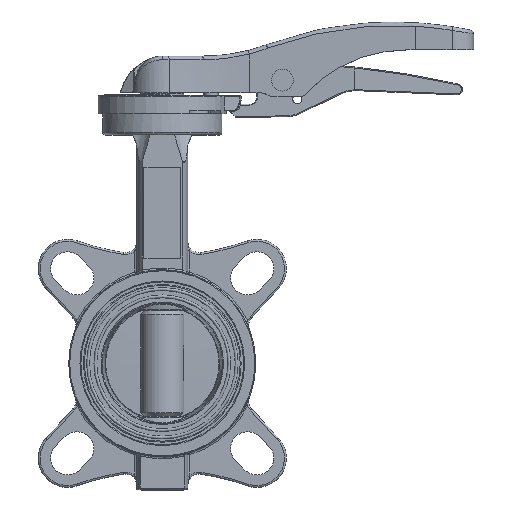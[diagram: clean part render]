
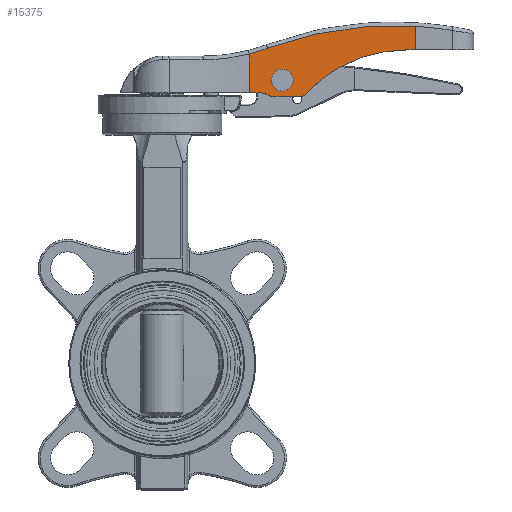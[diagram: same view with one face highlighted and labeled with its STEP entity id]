
A CAD part, top view. The second image highlights one B-rep face of the part: STEP entity #15375.
In plain terms, the highlighted planar face has unit normal (0, 0, 1).
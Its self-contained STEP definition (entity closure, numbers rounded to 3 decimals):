
#4885 = DIRECTION ( 'NONE',  ( -1., 0., 0. ) ) ;
#5012 = VECTOR ( 'NONE', #4885, 1000. ) ;
#5556 = CARTESIAN_POINT ( 'NONE',  ( 75.661, 145.5, 11.75 ) ) ;
#5646 = CARTESIAN_POINT ( 'NONE',  ( 47.444, 145.5, 11.75 ) ) ;
#5648 = LINE ( 'NONE', #5646, #5012 ) ;
#5746 = AXIS2_PLACEMENT_3D ( 'NONE', #5814, #5813, #5812 ) ;
#5812 = DIRECTION ( 'NONE',  ( -1., 0., 0. ) ) ;
#5813 = DIRECTION ( 'NONE',  ( 0., 0., 1. ) ) ;
#5814 = CARTESIAN_POINT ( 'NONE',  ( 126., -13.897, 11.75 ) ) ;
#5815 = CIRCLE ( 'NONE', #5746, 198. ) ;
#5839 = CARTESIAN_POINT ( 'NONE',  ( 133.257, 170.9, 11.75 ) ) ;
#5845 = AXIS2_PLACEMENT_3D ( 'NONE', #6048, #6117, #6116 ) ;
#5847 = DIRECTION ( 'NONE',  ( -1., 0., 0. ) ) ;
#5848 = VECTOR ( 'NONE', #5847, 1000. ) ;
#5849 = CARTESIAN_POINT ( 'NONE',  ( 47.444, 170.9, 11.75 ) ) ;
#5862 = AXIS2_PLACEMENT_3D ( 'NONE', #6004, #5874, #5873 ) ;
#5873 = DIRECTION ( 'NONE',  ( -1., 0., 0. ) ) ;
#5874 = DIRECTION ( 'NONE',  ( 0., 0., -1. ) ) ;
#5878 = LINE ( 'NONE', #5849, #5848 ) ;
#5908 = CARTESIAN_POINT ( 'NONE',  ( 75.661, 148.5, 11.75 ) ) ;
#5909 = FACE_OUTER_BOUND ( 'NONE', #15285, .T. ) ;
#5923 = FACE_BOUND ( 'NONE', #15702, .T. ) ;
#5964 = VECTOR ( 'NONE', #6009, 1000. ) ;
#5966 = CARTESIAN_POINT ( 'NONE',  ( 138., 232.9, 11.75 ) ) ;
#5969 = LINE ( 'NONE', #5966, #5964 ) ;
#5998 = DIRECTION ( 'NONE',  ( -1., 0., 0. ) ) ;
#6004 = CARTESIAN_POINT ( 'NONE',  ( 47.444, 232.9, 11.75 ) ) ;
#6007 = CARTESIAN_POINT ( 'NONE',  ( 57.36, 171.825, 11.75 ) ) ;
#6009 = DIRECTION ( 'NONE',  ( 0., -1., 0. ) ) ;
#6019 = CARTESIAN_POINT ( 'NONE',  ( 77.877, 146.477, 11.75 ) ) ;
#6021 = AXIS2_PLACEMENT_3D ( 'NONE', #5908, #6110, #5998 ) ;
#6048 = CARTESIAN_POINT ( 'NONE',  ( 133.257, 95.9, 11.75 ) ) ;
#6049 = CIRCLE ( 'NONE', #5845, 75. ) ;
#6067 = CARTESIAN_POINT ( 'NONE',  ( 138., 183.74, 11.75 ) ) ;
#6088 = PLANE ( 'NONE',  #5862 ) ;
#6110 = DIRECTION ( 'NONE',  ( 0., 0., 1. ) ) ;
#6115 = CIRCLE ( 'NONE', #6021, 3. ) ;
#6116 = DIRECTION ( 'NONE',  ( -1., 0., 0. ) ) ;
#6117 = DIRECTION ( 'NONE',  ( 0., 0., 1. ) ) ;
#6161 = CARTESIAN_POINT ( 'NONE',  ( 59.804, 145.5, 11.75 ) ) ;
#6197 = CARTESIAN_POINT ( 'NONE',  ( 138., 170.9, 11.75 ) ) ;
#7030 = CARTESIAN_POINT ( 'NONE',  ( 47.444, 147.5, 11.75 ) ) ;
#7034 = CARTESIAN_POINT ( 'NONE',  ( 47.444, 168.724, 11.75 ) ) ;
#7039 = CIRCLE ( 'NONE', #7133, 102. ) ;
#7110 = DIRECTION ( 'NONE',  ( -1., 0., 0. ) ) ;
#7112 = DIRECTION ( 'NONE',  ( 0., 0., -1. ) ) ;
#7132 = CARTESIAN_POINT ( 'NONE',  ( 22., 267.5, 11.75 ) ) ;
#7133 = AXIS2_PLACEMENT_3D ( 'NONE', #7132, #7112, #7110 ) ;
#7148 = CARTESIAN_POINT ( 'NONE',  ( 47.444, 147.5, 11.75 ) ) ;
#7289 = AXIS2_PLACEMENT_3D ( 'NONE', #7369, #7368, #7366 ) ;
#7309 = DIRECTION ( 'NONE',  ( -1., 0., 0. ) ) ;
#7310 = DIRECTION ( 'NONE',  ( 0., 0., 1. ) ) ;
#7312 = CARTESIAN_POINT ( 'NONE',  ( 59.804, 148.5, 11.75 ) ) ;
#7314 = AXIS2_PLACEMENT_3D ( 'NONE', #7312, #7310, #7309 ) ;
#7316 = CIRCLE ( 'NONE', #7314, 3. ) ;
#7337 = DIRECTION ( 'NONE',  ( -1., 0., 0. ) ) ;
#7338 = VECTOR ( 'NONE', #7337, 1000. ) ;
#7366 = DIRECTION ( 'NONE',  ( -1., 0., 0. ) ) ;
#7368 = DIRECTION ( 'NONE',  ( 0., 0., -1. ) ) ;
#7369 = CARTESIAN_POINT ( 'NONE',  ( 65.5, 154.4, 11.75 ) ) ;
#7384 = CIRCLE ( 'NONE', #7289, 6. ) ;
#7393 = CARTESIAN_POINT ( 'NONE',  ( 58.304, 145.902, 11.75 ) ) ;
#7416 = CARTESIAN_POINT ( 'NONE',  ( 57.856, 146.16, 11.75 ) ) ;
#7418 = LINE ( 'NONE', #7148, #7338 ) ;
#7435 = CARTESIAN_POINT ( 'NONE',  ( 52.856, 147.5, 11.75 ) ) ;
#7474 = DIRECTION ( 'NONE',  ( -0.866, 0.5, 0. ) ) ;
#7499 = AXIS2_PLACEMENT_3D ( 'NONE', #7550, #7558, #7554 ) ;
#7502 = CIRCLE ( 'NONE', #7499, 10. ) ;
#7511 = LINE ( 'NONE', #7579, #7578 ) ;
#7518 = VECTOR ( 'NONE', #7474, 1000. ) ;
#7550 = CARTESIAN_POINT ( 'NONE',  ( 52.856, 137.5, 11.75 ) ) ;
#7553 = LINE ( 'NONE', #7555, #7518 ) ;
#7554 = DIRECTION ( 'NONE',  ( -1., 0., 0. ) ) ;
#7555 = CARTESIAN_POINT ( 'NONE',  ( 12.488, 172.354, 11.75 ) ) ;
#7558 = DIRECTION ( 'NONE',  ( 0., 0., 1. ) ) ;
#7577 = DIRECTION ( 'NONE',  ( 0., -1., 0. ) ) ;
#7578 = VECTOR ( 'NONE', #7577, 1000. ) ;
#7579 = CARTESIAN_POINT ( 'NONE',  ( 47.444, 232.9, 11.75 ) ) ;
#15151 = VERTEX_POINT ( 'NONE', #5556 ) ;
#15152 = ORIENTED_EDGE ( 'NONE', *, *, #15291, .F. ) ;
#15271 = ORIENTED_EDGE ( 'NONE', *, *, #15340, .F. ) ;
#15272 = EDGE_CURVE ( 'NONE', #15370, #15367, #5815, .T. ) ;
#15285 = EDGE_LOOP ( 'NONE', ( #15152, #15603, #15338, #15523, #15271, #15335, #15962, #15810, #15817, #15911, #15833, #15813 ) ) ;
#15291 = EDGE_CURVE ( 'NONE', #15151, #15528, #5648, .T. ) ;
#15335 = ORIENTED_EDGE ( 'NONE', *, *, #15272, .T. ) ;
#15338 = ORIENTED_EDGE ( 'NONE', *, *, #15376, .F. ) ;
#15339 = EDGE_CURVE ( 'NONE', #15526, #15600, #5878, .T. ) ;
#15340 = EDGE_CURVE ( 'NONE', #15370, #15526, #5969, .T. ) ;
#15367 = VERTEX_POINT ( 'NONE', #6007 ) ;
#15370 = VERTEX_POINT ( 'NONE', #6067 ) ;
#15373 = VERTEX_POINT ( 'NONE', #6019 ) ;
#15375 = ADVANCED_FACE ( 'NONE', ( #5909, #5923 ), #6088, .F. ) ;
#15376 = EDGE_CURVE ( 'NONE', #15600, #15373, #6049, .T. ) ;
#15378 = EDGE_CURVE ( 'NONE', #15151, #15373, #6115, .T. ) ;
#15523 = ORIENTED_EDGE ( 'NONE', *, *, #15339, .F. ) ;
#15526 = VERTEX_POINT ( 'NONE', #6197 ) ;
#15528 = VERTEX_POINT ( 'NONE', #6161 ) ;
#15600 = VERTEX_POINT ( 'NONE', #5839 ) ;
#15603 = ORIENTED_EDGE ( 'NONE', *, *, #15378, .T. ) ;
#15693 = VERTEX_POINT ( 'NONE', #7030 ) ;
#15695 = EDGE_CURVE ( 'NONE', #15367, #15703, #7039, .T. ) ;
#15698 = VERTEX_POINT ( 'NONE', #7393 ) ;
#15702 = EDGE_LOOP ( 'NONE', ( #15815 ) ) ;
#15703 = VERTEX_POINT ( 'NONE', #7034 ) ;
#15806 = VERTEX_POINT ( 'NONE', #7416 ) ;
#15808 = VERTEX_POINT ( 'NONE', #7435 ) ;
#15810 = ORIENTED_EDGE ( 'NONE', *, *, #15964, .T. ) ;
#15812 = EDGE_CURVE ( 'NONE', #15808, #15693, #7418, .T. ) ;
#15813 = ORIENTED_EDGE ( 'NONE', *, *, #15834, .T. ) ;
#15815 = ORIENTED_EDGE ( 'NONE', *, *, #15872, .T. ) ;
#15817 = ORIENTED_EDGE ( 'NONE', *, *, #15812, .F. ) ;
#15833 = ORIENTED_EDGE ( 'NONE', *, *, #15912, .F. ) ;
#15834 = EDGE_CURVE ( 'NONE', #15698, #15528, #7316, .T. ) ;
#15872 = EDGE_CURVE ( 'NONE', #19232, #19232, #7384, .T. ) ;
#15910 = EDGE_CURVE ( 'NONE', #15806, #15808, #7502, .T. ) ;
#15911 = ORIENTED_EDGE ( 'NONE', *, *, #15910, .F. ) ;
#15912 = EDGE_CURVE ( 'NONE', #15698, #15806, #7553, .T. ) ;
#15962 = ORIENTED_EDGE ( 'NONE', *, *, #15695, .T. ) ;
#15964 = EDGE_CURVE ( 'NONE', #15703, #15693, #7511, .T. ) ;
#19229 = CARTESIAN_POINT ( 'NONE',  ( 59.5, 154.4, 11.75 ) ) ;
#19232 = VERTEX_POINT ( 'NONE', #19229 ) ;
